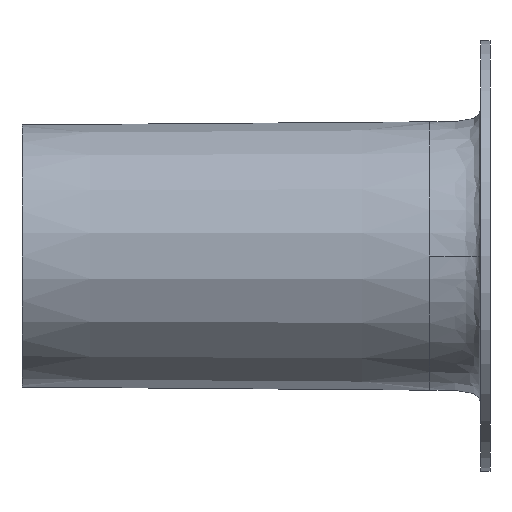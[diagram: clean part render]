
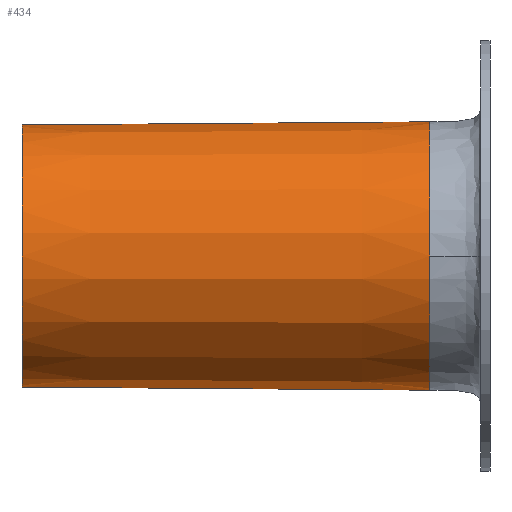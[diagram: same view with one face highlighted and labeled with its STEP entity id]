
A CAD part, left-side view. The second image highlights one B-rep face of the part: STEP entity #434.
In plain terms, the highlighted conical face has half-angle 0.438 degrees and reference radius 43 mm.
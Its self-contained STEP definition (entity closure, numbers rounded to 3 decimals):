
#3 = CIRCLE ( 'NONE', #268, 43. ) ;
#32 = VERTEX_POINT ( 'NONE', #70 ) ;
#51 = VERTEX_POINT ( 'NONE', #512 ) ;
#52 = DIRECTION ( 'NONE',  ( 0., 0., -1. ) ) ;
#56 = VERTEX_POINT ( 'NONE', #96 ) ;
#70 = CARTESIAN_POINT ( 'NONE',  ( 0., 19.277, -43. ) ) ;
#75 = DIRECTION ( 'NONE',  ( 0., 0., -1. ) ) ;
#87 = CARTESIAN_POINT ( 'NONE',  ( 0., 150., 42. ) ) ;
#96 = CARTESIAN_POINT ( 'NONE',  ( -43., 19.277, 0. ) ) ;
#97 = DIRECTION ( 'NONE',  ( 0., -1., 0. ) ) ;
#160 = LINE ( 'NONE', #323, #456 ) ;
#174 = DIRECTION ( 'NONE',  ( 0., -1., 0. ) ) ;
#198 = ORIENTED_EDGE ( 'NONE', *, *, #542, .F. ) ;
#202 = DIRECTION ( 'NONE',  ( 0., -1., 0.008 ) ) ;
#226 = EDGE_CURVE ( 'NONE', #241, #56, #3, .T. ) ;
#237 = CIRCLE ( 'NONE', #555, 43. ) ;
#241 = VERTEX_POINT ( 'NONE', #243 ) ;
#243 = CARTESIAN_POINT ( 'NONE',  ( 0., 19.277, 43. ) ) ;
#247 = EDGE_CURVE ( 'NONE', #450, #241, #280, .T. ) ;
#268 = AXIS2_PLACEMENT_3D ( 'NONE', #372, #97, #379 ) ;
#280 = LINE ( 'NONE', #371, #424 ) ;
#302 = AXIS2_PLACEMENT_3D ( 'NONE', #590, #174, #304 ) ;
#304 = DIRECTION ( 'NONE',  ( 0., 0., -1. ) ) ;
#305 = ORIENTED_EDGE ( 'NONE', *, *, #368, .T. ) ;
#311 = FACE_OUTER_BOUND ( 'NONE', #469, .T. ) ;
#323 = CARTESIAN_POINT ( 'NONE',  ( 0., 19.277, -43. ) ) ;
#325 = CIRCLE ( 'NONE', #302, 42. ) ;
#346 = ORIENTED_EDGE ( 'NONE', *, *, #247, .F. ) ;
#368 = EDGE_CURVE ( 'NONE', #450, #51, #325, .T. ) ;
#371 = CARTESIAN_POINT ( 'NONE',  ( 0., 19.277, 43. ) ) ;
#372 = CARTESIAN_POINT ( 'NONE',  ( 0., 19.277, 0. ) ) ;
#377 = EDGE_CURVE ( 'NONE', #51, #32, #160, .T. ) ;
#379 = DIRECTION ( 'NONE',  ( 0., 0., -1. ) ) ;
#399 = ORIENTED_EDGE ( 'NONE', *, *, #226, .F. ) ;
#406 = CARTESIAN_POINT ( 'NONE',  ( 0., 19.277, 0. ) ) ;
#424 = VECTOR ( 'NONE', #202, 1000. ) ;
#434 = ADVANCED_FACE ( 'NONE', ( #311 ), #526, .T. ) ;
#450 = VERTEX_POINT ( 'NONE', #87 ) ;
#452 = DIRECTION ( 'NONE',  ( 0., -1., 0. ) ) ;
#456 = VECTOR ( 'NONE', #470, 1000. ) ;
#469 = EDGE_LOOP ( 'NONE', ( #346, #305, #482, #198, #399 ) ) ;
#470 = DIRECTION ( 'NONE',  ( 0., -1., -0.008 ) ) ;
#474 = DIRECTION ( 'NONE',  ( 0., -1., 0. ) ) ;
#482 = ORIENTED_EDGE ( 'NONE', *, *, #377, .T. ) ;
#485 = AXIS2_PLACEMENT_3D ( 'NONE', #541, #452, #75 ) ;
#512 = CARTESIAN_POINT ( 'NONE',  ( 0., 150., -42. ) ) ;
#526 = CONICAL_SURFACE ( 'NONE', #485, 43., 0.008 ) ;
#541 = CARTESIAN_POINT ( 'NONE',  ( 0., 19.277, 0. ) ) ;
#542 = EDGE_CURVE ( 'NONE', #56, #32, #237, .T. ) ;
#555 = AXIS2_PLACEMENT_3D ( 'NONE', #406, #474, #52 ) ;
#590 = CARTESIAN_POINT ( 'NONE',  ( 0., 150., 0. ) ) ;
